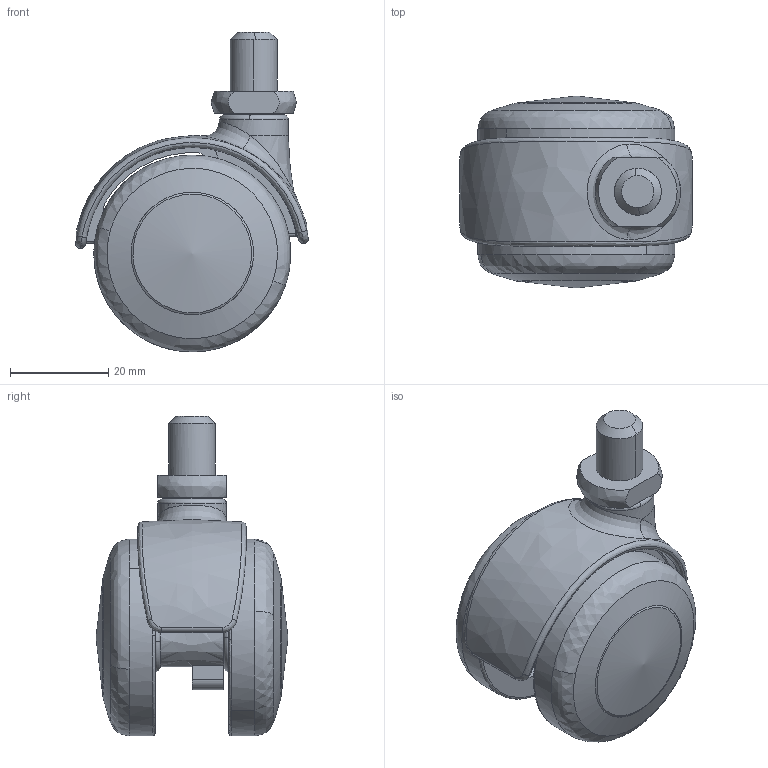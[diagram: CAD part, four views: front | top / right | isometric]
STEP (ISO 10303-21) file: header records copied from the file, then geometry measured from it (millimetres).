
FILE_DESCRIPTION((''),'2;1');
FILE_NAME('','2005-12-16T11:26:57',(''),(''),'','CADfix','');
FILE_SCHEMA(('AUTOMOTIVE_DESIGN'));
Length unit declared in the file: millimetre
Products named in the file (4): wheel; main shaft; body; MY4N3_14572_36
Assembly tree (4 placements, depth 2):
  MY4N3_14572_36
    wheel  x2
    main shaft
    body
Bounding box: 47.35 x 39 x 65 mm (x, y, z)
Volume: 30621 mm3; surface area: 18647.3 mm2
Topology: 5 solids, 5 shells, 166 faces, 491 edges, 346 vertices
Faces by surface type: bspline 166
Entity records: 9663 total; most frequent: CARTESIAN_POINT 7323, ORIENTED_EDGE 830, EDGE_CURVE 415, VERTEX_POINT 288, EDGE_LOOP 161, FACE_OUTER_BOUND 145, ADVANCED_FACE 145, QUASI_UNIFORM_CURVE 103
